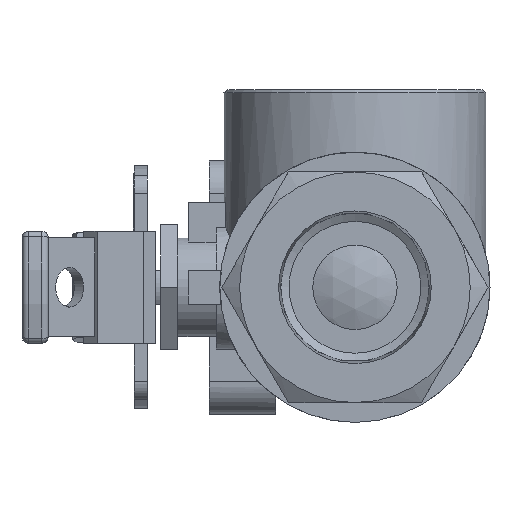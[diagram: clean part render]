
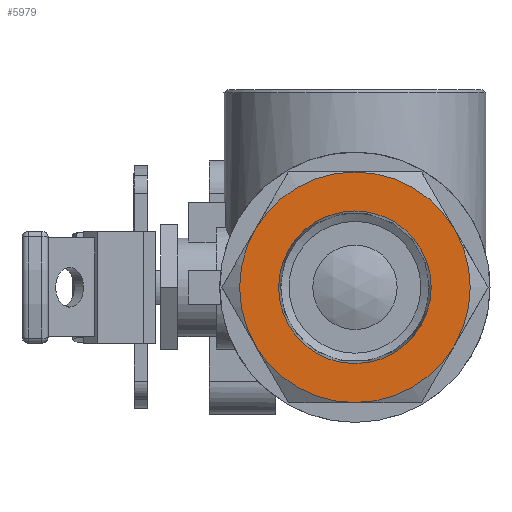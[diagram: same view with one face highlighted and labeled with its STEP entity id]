
A CAD part, left-side view. The second image highlights one B-rep face of the part: STEP entity #5979.
In plain terms, the highlighted planar face has unit normal (-1, 0, 0).
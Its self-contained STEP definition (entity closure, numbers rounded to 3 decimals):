
#224=PLANE('',#6321);
#373=CIRCLE('',#6229,22.167);
#380=CIRCLE('',#6240,14.669);
#397=CIRCLE('',#6311,22.167);
#398=CIRCLE('',#6313,22.167);
#399=CIRCLE('',#6315,22.167);
#400=CIRCLE('',#6317,22.167);
#401=CIRCLE('',#6319,22.167);
#929=ORIENTED_EDGE('',*,*,#1937,.F.);
#930=ORIENTED_EDGE('',*,*,#1832,.F.);
#931=ORIENTED_EDGE('',*,*,#1933,.F.);
#932=ORIENTED_EDGE('',*,*,#1934,.F.);
#933=ORIENTED_EDGE('',*,*,#1935,.F.);
#934=ORIENTED_EDGE('',*,*,#1936,.F.);
#935=ORIENTED_EDGE('',*,*,#1841,.T.);
#1832=EDGE_CURVE('',#2417,#2418,#373,.T.);
#1841=EDGE_CURVE('',#2426,#2426,#380,.T.);
#1933=EDGE_CURVE('',#2467,#2417,#397,.T.);
#1934=EDGE_CURVE('',#2469,#2467,#398,.T.);
#1935=EDGE_CURVE('',#2471,#2469,#399,.T.);
#1936=EDGE_CURVE('',#2473,#2471,#400,.T.);
#1937=EDGE_CURVE('',#2418,#2473,#401,.T.);
#2417=VERTEX_POINT('',#8101);
#2418=VERTEX_POINT('',#8102);
#2426=VERTEX_POINT('',#8129);
#2467=VERTEX_POINT('',#8384);
#2469=VERTEX_POINT('',#8396);
#2471=VERTEX_POINT('',#8408);
#2473=VERTEX_POINT('',#8420);
#3558=EDGE_LOOP('',(#929,#930,#931,#932,#933,#934));
#3559=EDGE_LOOP('',(#935));
#3867=FACE_BOUND('',#3558,.T.);
#3868=FACE_BOUND('',#3559,.T.);
#5979=ADVANCED_FACE('',(#3867,#3868),#224,.T.);
#6229=AXIS2_PLACEMENT_3D('',#8100,#6793,#6794);
#6240=AXIS2_PLACEMENT_3D('',#8128,#6815,#6816);
#6311=AXIS2_PLACEMENT_3D('',#8433,#7009,#7010);
#6313=AXIS2_PLACEMENT_3D('',#8435,#7013,#7014);
#6315=AXIS2_PLACEMENT_3D('',#8437,#7017,#7018);
#6317=AXIS2_PLACEMENT_3D('',#8439,#7021,#7022);
#6319=AXIS2_PLACEMENT_3D('',#8441,#7025,#7026);
#6321=AXIS2_PLACEMENT_3D('',#8443,#7029,#7030);
#6793=DIRECTION('',(1.,0.,0.));
#6794=DIRECTION('',(0.,1.,0.));
#6815=DIRECTION('',(1.,0.,0.));
#6816=DIRECTION('',(0.,-1.,0.));
#7009=DIRECTION('',(1.,0.,0.));
#7010=DIRECTION('',(0.,1.,0.));
#7013=DIRECTION('',(1.,0.,0.));
#7014=DIRECTION('',(0.,1.,0.));
#7017=DIRECTION('',(1.,0.,0.));
#7018=DIRECTION('',(0.,1.,0.));
#7021=DIRECTION('',(1.,0.,0.));
#7022=DIRECTION('',(0.,0.,-1.));
#7025=DIRECTION('',(1.,0.,0.));
#7026=DIRECTION('',(0.,1.,0.));
#7029=DIRECTION('',(-1.,0.,0.));
#7030=DIRECTION('',(0.,0.,1.));
#8100=CARTESIAN_POINT('',(-38.,0.,0.));
#8101=CARTESIAN_POINT('',(-38.,19.197,-11.083));
#8102=CARTESIAN_POINT('',(-38.,19.197,11.083));
#8128=CARTESIAN_POINT('',(-38.,0.,0.));
#8129=CARTESIAN_POINT('',(-38.,-14.669,0.));
#8384=CARTESIAN_POINT('',(-38.,0.,-22.167));
#8396=CARTESIAN_POINT('',(-38.,-19.197,-11.083));
#8408=CARTESIAN_POINT('',(-38.,-19.197,11.083));
#8420=CARTESIAN_POINT('',(-38.,0.,22.167));
#8433=CARTESIAN_POINT('',(-38.,0.,0.));
#8435=CARTESIAN_POINT('',(-38.,0.,0.));
#8437=CARTESIAN_POINT('',(-38.,0.,0.));
#8439=CARTESIAN_POINT('',(-38.,0.,0.));
#8441=CARTESIAN_POINT('',(-38.,0.,0.));
#8443=CARTESIAN_POINT('',(-38.,8.107,0.));
